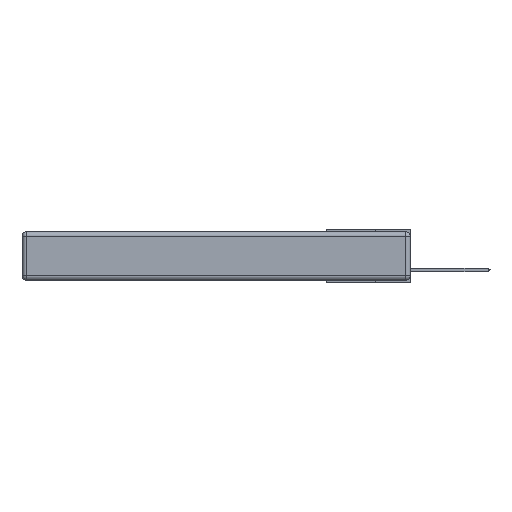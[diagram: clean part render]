
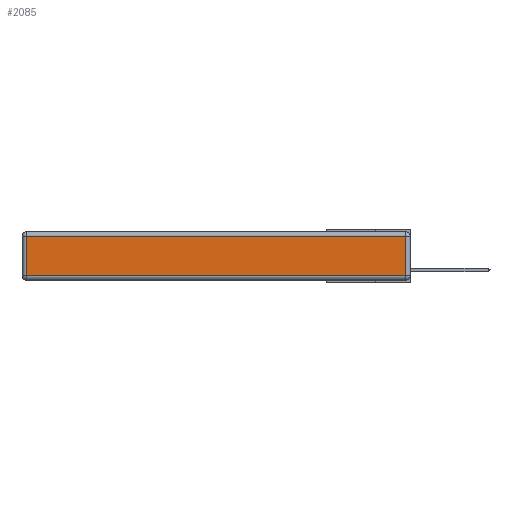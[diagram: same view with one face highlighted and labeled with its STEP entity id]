
A CAD part, left-side view. The second image highlights one B-rep face of the part: STEP entity #2085.
In plain terms, the highlighted planar face has unit normal (-1, 0, 0).
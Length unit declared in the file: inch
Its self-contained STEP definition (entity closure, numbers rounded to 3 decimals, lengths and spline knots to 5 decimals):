
#699 = DIRECTION ( 'NONE',  ( 0., 0., -1. ) ) ;
#1116 = CARTESIAN_POINT ( 'NONE',  ( 0., 0.03, -0.03 ) ) ;
#1633 = DIRECTION ( 'NONE',  ( -1., 0., 0. ) ) ;
#2085 = ADVANCED_FACE ( 'NONE', ( #7726 ), #10118, .T. ) ;
#2677 = CARTESIAN_POINT ( 'NONE',  ( 0., 0.03, -0.313 ) ) ;
#2946 = CARTESIAN_POINT ( 'NONE',  ( 0., 0.03, -0.343 ) ) ;
#3374 = VERTEX_POINT ( 'NONE', #9859 ) ;
#3788 = VERTEX_POINT ( 'NONE', #18478 ) ;
#4341 = VECTOR ( 'NONE', #699, 39.37008 ) ;
#4391 = DIRECTION ( 'NONE',  ( 0., 0., 1. ) ) ;
#4810 = VECTOR ( 'NONE', #4391, 39.37008 ) ;
#5348 = VECTOR ( 'NONE', #16631, 39.37008 ) ;
#6165 = CARTESIAN_POINT ( 'NONE',  ( 0., 0., -0.313 ) ) ;
#7409 = ORIENTED_EDGE ( 'NONE', *, *, #14656, .T. ) ;
#7681 = VERTEX_POINT ( 'NONE', #2677 ) ;
#7726 = FACE_OUTER_BOUND ( 'NONE', #18286, .T. ) ;
#8142 = VECTOR ( 'NONE', #11945, 39.37008 ) ;
#9082 = CARTESIAN_POINT ( 'NONE',  ( 0., 2.75, -0.03 ) ) ;
#9278 = ORIENTED_EDGE ( 'NONE', *, *, #13989, .T. ) ;
#9416 = ORIENTED_EDGE ( 'NONE', *, *, #14717, .T. ) ;
#9523 = LINE ( 'NONE', #9082, #5348 ) ;
#9859 = CARTESIAN_POINT ( 'NONE',  ( 0., 2.72, -0.313 ) ) ;
#10118 = PLANE ( 'NONE',  #14710 ) ;
#11600 = CARTESIAN_POINT ( 'NONE',  ( 0., 0., -0.343 ) ) ;
#11945 = DIRECTION ( 'NONE',  ( 0., -1., 0. ) ) ;
#13029 = LINE ( 'NONE', #6165, #8142 ) ;
#13825 = EDGE_CURVE ( 'NONE', #7681, #18496, #17384, .T. ) ;
#13989 = EDGE_CURVE ( 'NONE', #3788, #3374, #15947, .T. ) ;
#14656 = EDGE_CURVE ( 'NONE', #3374, #7681, #13029, .T. ) ;
#14710 = AXIS2_PLACEMENT_3D ( 'NONE', #11600, #1633, #18060 ) ;
#14717 = EDGE_CURVE ( 'NONE', #18496, #3788, #9523, .T. ) ;
#15947 = LINE ( 'NONE', #18529, #4341 ) ;
#16631 = DIRECTION ( 'NONE',  ( 0., 1., 0. ) ) ;
#17384 = LINE ( 'NONE', #2946, #4810 ) ;
#18060 = DIRECTION ( 'NONE',  ( 0., 0., 1. ) ) ;
#18090 = ORIENTED_EDGE ( 'NONE', *, *, #13825, .T. ) ;
#18286 = EDGE_LOOP ( 'NONE', ( #7409, #18090, #9416, #9278 ) ) ;
#18478 = CARTESIAN_POINT ( 'NONE',  ( 0., 2.72, -0.03 ) ) ;
#18496 = VERTEX_POINT ( 'NONE', #1116 ) ;
#18529 = CARTESIAN_POINT ( 'NONE',  ( 0., 2.72, -0.343 ) ) ;
